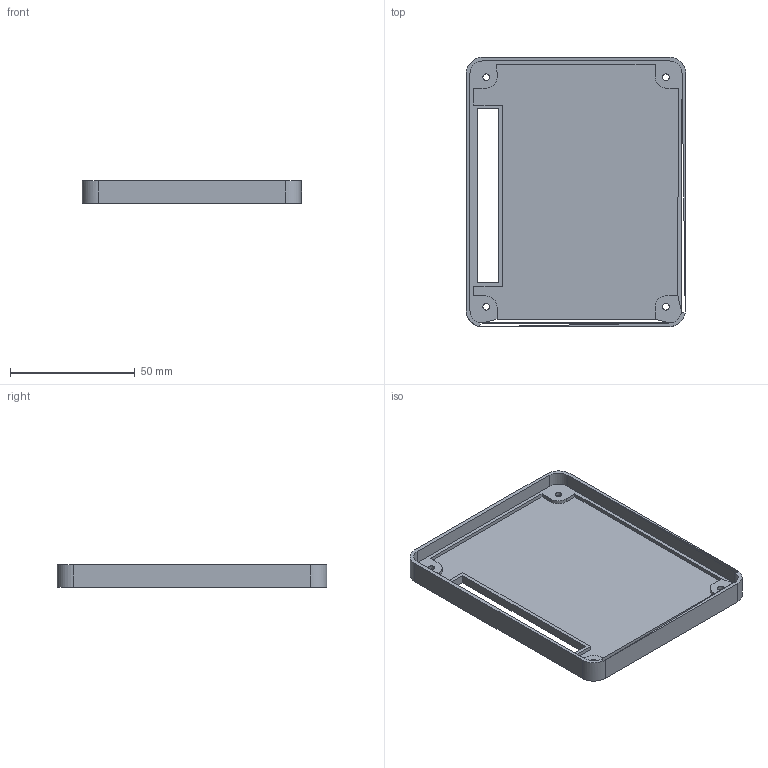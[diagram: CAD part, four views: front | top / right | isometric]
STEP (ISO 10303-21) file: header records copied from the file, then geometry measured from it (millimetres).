
FILE_DESCRIPTION(/* description */ (''),/* implementation_level */ '2;1');
FILE_NAME(/* name */ 'IC Housing Top v26.step',/* time_stamp */ '2021-04-15T15:31:30-06:00',/* author */ (''),/* organization */ (''),/* preprocessor_version */ 'ST-DEVELOPER v18.1',/* originating_system */ 'Autodesk Translation Framework v9.10.0.1330',/* authorisation */ '');
FILE_SCHEMA (('AUTOMOTIVE_DESIGN { 1 0 10303 214 3 1 1 }'));
Length unit declared in the file: millimetre
Products named in the file (1): IC Housing Top
Bounding box: 88.01 x 108 x 9 mm (x, y, z)
Volume: 23002 mm3; surface area: 24475.3 mm2
Topology: 1 solids, 1 shells, 78 faces, 213 edges, 136 vertices
Faces by surface type: plane 53, cylinder 25
Full cylindrical faces by diameter (mm): 2.692 x4, 6.692 x4
Entity records: 2523 total; most frequent: CARTESIAN_POINT 428, ORIENTED_EDGE 426, DIRECTION 421, EDGE_CURVE 213, LINE 163, VECTOR 163, VERTEX_POINT 136, AXIS2_PLACEMENT_3D 129
